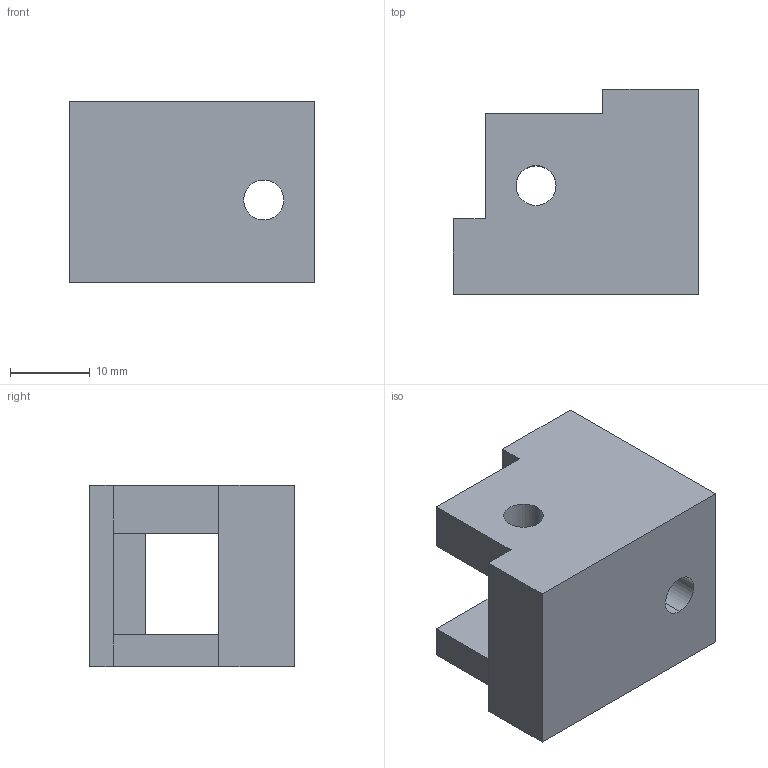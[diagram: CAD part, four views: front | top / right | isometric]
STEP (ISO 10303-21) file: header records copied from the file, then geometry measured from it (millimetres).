
FILE_DESCRIPTION (( 'STEP AP214' ), '1' );
FILE_NAME ('陔2.STEP', '2021-07-08T09:14:14', ( '' ), ( '' ), 'SwSTEP 2.0', 'SolidWorks 2020', '' );
FILE_SCHEMA (( 'AUTOMOTIVE_DESIGN' ));
Length unit declared in the file: millimetre
Products named in the file (1): 陔2
Bounding box: 30.7 x 25.7 x 22.7 mm (x, y, z)
Volume: 10034.8 mm3; surface area: 5026.6 mm2
Topology: 1 solids, 1 shells, 25 faces, 70 edges, 46 vertices
Faces by surface type: plane 17, cylinder 8
Entity records: 858 total; most frequent: CARTESIAN_POINT 142, ORIENTED_EDGE 140, DIRECTION 138, EDGE_CURVE 70, LINE 54, VECTOR 54, VERTEX_POINT 46, AXIS2_PLACEMENT_3D 42
